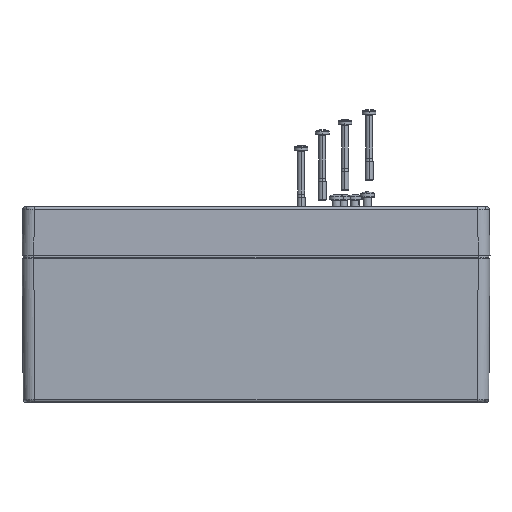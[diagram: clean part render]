
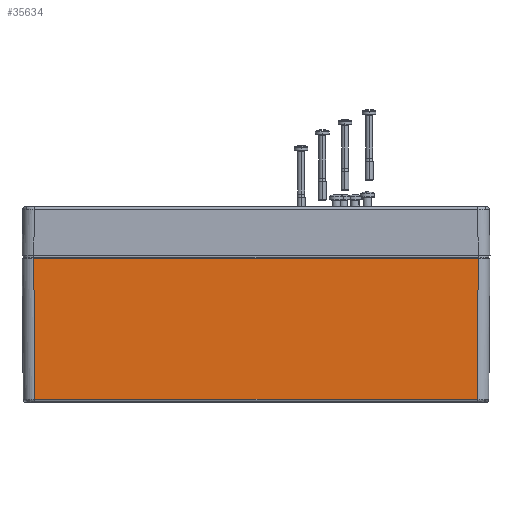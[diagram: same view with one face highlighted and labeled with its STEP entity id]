
A CAD part, top view. The second image highlights one B-rep face of the part: STEP entity #35634.
In plain terms, the highlighted planar face has unit normal (0, -0.008, 1).
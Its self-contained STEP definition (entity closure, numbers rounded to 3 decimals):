
#5829 = CARTESIAN_POINT ( 'NONE',  ( -113.623, -76.512, 59.372 ) ) ;
#19557 = VERTEX_POINT ( 'NONE', #27756 ) ;
#19946 = VERTEX_POINT ( 'NONE', #28597 ) ;
#19978 = EDGE_CURVE ( 'NONE', #19946, #19557, #28626, .T. ) ;
#27756 = CARTESIAN_POINT ( 'NONE',  ( -114.217, -4., 59.967 ) ) ;
#28597 = CARTESIAN_POINT ( 'NONE',  ( 114.217, -4., 59.967 ) ) ;
#28622 = DIRECTION ( 'NONE',  ( -1., 0., 0. ) ) ;
#28624 = VECTOR ( 'NONE', #28622, 1000. ) ;
#28625 = CARTESIAN_POINT ( 'NONE',  ( -120.25, -4., 59.967 ) ) ;
#28626 = LINE ( 'NONE', #28625, #28624 ) ;
#31350 = VERTEX_POINT ( 'NONE', #31583 ) ;
#31583 = CARTESIAN_POINT ( 'NONE',  ( 113.623, -76.512, 59.372 ) ) ;
#32294 = DIRECTION ( 'NONE',  ( 1., 0., 0. ) ) ;
#32295 = VECTOR ( 'NONE', #32294, 1000. ) ;
#32296 = CARTESIAN_POINT ( 'NONE',  ( -120.25, -76.512, 59.372 ) ) ;
#32302 = LINE ( 'NONE', #32296, #32295 ) ;
#32643 = DIRECTION ( 'NONE',  ( 0.008, 1., 0.008 ) ) ;
#32644 = VECTOR ( 'NONE', #32643, 1000. ) ;
#32645 = CARTESIAN_POINT ( 'NONE',  ( 114.234, -1.923, 59.984 ) ) ;
#32646 = LINE ( 'NONE', #32645, #32644 ) ;
#32682 = DIRECTION ( 'NONE',  ( 0., -1., -0.008 ) ) ;
#32683 = DIRECTION ( 'NONE',  ( 0., -0.008, 1. ) ) ;
#32684 = AXIS2_PLACEMENT_3D ( 'NONE', #32685, #32683, #32682 ) ;
#32685 = CARTESIAN_POINT ( 'NONE',  ( -120.25, 0., 60. ) ) ;
#32686 = PLANE ( 'NONE',  #32684 ) ;
#32687 = FACE_OUTER_BOUND ( 'NONE', #35600, .T. ) ;
#34813 = DIRECTION ( 'NONE',  ( 0.008, -1., -0.008 ) ) ;
#34814 = VECTOR ( 'NONE', #34813, 1000. ) ;
#34815 = CARTESIAN_POINT ( 'NONE',  ( -114.251, 0.049, 60. ) ) ;
#34816 = LINE ( 'NONE', #34815, #34814 ) ;
#35453 = EDGE_CURVE ( 'NONE', #38153, #31350, #32302, .T. ) ;
#35595 = EDGE_CURVE ( 'NONE', #31350, #19946, #32646, .T. ) ;
#35600 = EDGE_LOOP ( 'NONE', ( #35608, #36575, #36342, #36349 ) ) ;
#35608 = ORIENTED_EDGE ( 'NONE', *, *, #35595, .T. ) ;
#35634 = ADVANCED_FACE ( 'NONE', ( #32687 ), #32686, .T. ) ;
#36342 = ORIENTED_EDGE ( 'NONE', *, *, #36348, .T. ) ;
#36348 = EDGE_CURVE ( 'NONE', #19557, #38153, #34816, .T. ) ;
#36349 = ORIENTED_EDGE ( 'NONE', *, *, #35453, .T. ) ;
#36575 = ORIENTED_EDGE ( 'NONE', *, *, #19978, .T. ) ;
#38153 = VERTEX_POINT ( 'NONE', #5829 ) ;
